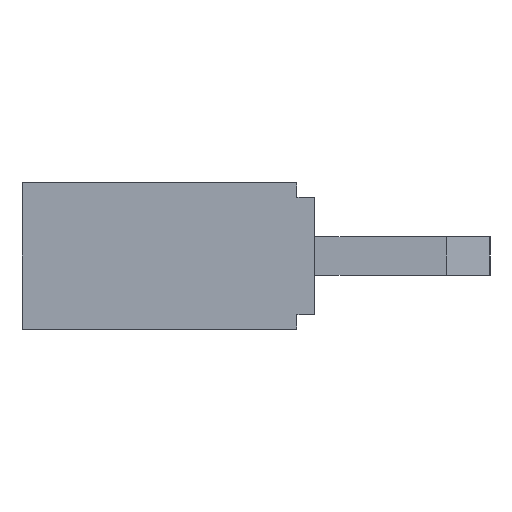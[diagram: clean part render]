
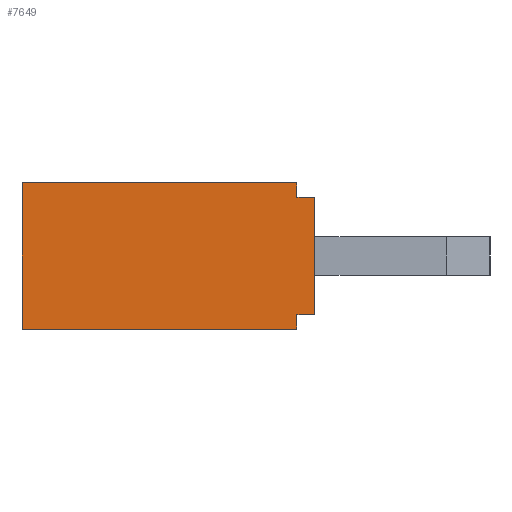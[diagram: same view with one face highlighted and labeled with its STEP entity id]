
A CAD part, left-side view. The second image highlights one B-rep face of the part: STEP entity #7649.
In plain terms, the highlighted planar face has unit normal (-1, 0, 0).
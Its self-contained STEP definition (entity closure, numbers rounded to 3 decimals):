
#287=FACE_OUTER_BOUND('',#751,.T.);
#751=EDGE_LOOP('',(#5335,#5336,#5337,#5338,#5339,#5340,#5341,#5342));
#1229=LINE('',#10504,#2285);
#1233=LINE('',#10509,#2289);
#1470=LINE('',#11008,#2526);
#1471=LINE('',#11010,#2527);
#1472=LINE('',#11011,#2528);
#1473=LINE('',#11013,#2529);
#1474=LINE('',#11015,#2530);
#1475=LINE('',#11016,#2531);
#2285=VECTOR('',#8550,2.5);
#2289=VECTOR('',#8554,2.5);
#2526=VECTOR('',#8841,0.3);
#2527=VECTOR('',#8842,2.);
#2528=VECTOR('',#8843,0.3);
#2529=VECTOR('',#8844,4.7);
#2530=VECTOR('',#8845,2.5);
#2531=VECTOR('',#8846,4.7);
#3335=VERTEX_POINT('',#10496);
#3338=VERTEX_POINT('',#10501);
#3339=VERTEX_POINT('',#10503);
#3340=VERTEX_POINT('',#10507);
#3577=VERTEX_POINT('',#11007);
#3578=VERTEX_POINT('',#11009);
#3579=VERTEX_POINT('',#11012);
#3580=VERTEX_POINT('',#11014);
#4029=EDGE_CURVE('',#3339,#3338,#1229,.T.);
#4033=EDGE_CURVE('',#3335,#3340,#1233,.T.);
#4270=EDGE_CURVE('',#3338,#3577,#1470,.T.);
#4271=EDGE_CURVE('',#3577,#3578,#1471,.T.);
#4272=EDGE_CURVE('',#3578,#3335,#1472,.T.);
#4273=EDGE_CURVE('',#3579,#3340,#1473,.T.);
#4274=EDGE_CURVE('',#3580,#3579,#1474,.T.);
#4275=EDGE_CURVE('',#3339,#3580,#1475,.T.);
#5335=ORIENTED_EDGE('',*,*,#4029,.T.);
#5336=ORIENTED_EDGE('',*,*,#4270,.T.);
#5337=ORIENTED_EDGE('',*,*,#4271,.T.);
#5338=ORIENTED_EDGE('',*,*,#4272,.T.);
#5339=ORIENTED_EDGE('',*,*,#4033,.T.);
#5340=ORIENTED_EDGE('',*,*,#4273,.F.);
#5341=ORIENTED_EDGE('',*,*,#4274,.F.);
#5342=ORIENTED_EDGE('',*,*,#4275,.F.);
#7208=PLANE('',#8105);
#7649=ADVANCED_FACE('',(#287),#7208,.F.);
#8105=AXIS2_PLACEMENT_3D('',#11006,#8839,#8840);
#8550=DIRECTION('',(0.,0.,1.));
#8554=DIRECTION('',(0.,0.,1.));
#8839=DIRECTION('center_axis',(1.,0.,0.));
#8840=DIRECTION('ref_axis',(0.,0.,-1.));
#8841=DIRECTION('',(0.,-1.,0.));
#8842=DIRECTION('',(0.,0.,1.));
#8843=DIRECTION('',(0.,1.,0.));
#8844=DIRECTION('',(0.,-1.,0.));
#8845=DIRECTION('',(0.,0.,1.));
#8846=DIRECTION('',(0.,1.,0.));
#10496=CARTESIAN_POINT('',(-25.65,0.3,1.));
#10501=CARTESIAN_POINT('',(-25.65,0.3,-1.));
#10503=CARTESIAN_POINT('',(-25.65,0.3,-1.25));
#10504=CARTESIAN_POINT('',(-25.65,0.3,-1.25));
#10507=CARTESIAN_POINT('',(-25.65,0.3,1.25));
#10509=CARTESIAN_POINT('',(-25.65,0.3,-1.25));
#11006=CARTESIAN_POINT('Origin',(-25.65,0.,0.));
#11007=CARTESIAN_POINT('',(-25.65,0.,-1.));
#11008=CARTESIAN_POINT('',(-25.65,0.,-1.));
#11009=CARTESIAN_POINT('',(-25.65,0.,1.));
#11010=CARTESIAN_POINT('',(-25.65,0.,1.));
#11011=CARTESIAN_POINT('',(-25.65,0.3,1.));
#11012=CARTESIAN_POINT('',(-25.65,5.,1.25));
#11013=CARTESIAN_POINT('',(-25.65,5.,1.25));
#11014=CARTESIAN_POINT('',(-25.65,5.,-1.25));
#11015=CARTESIAN_POINT('',(-25.65,5.,-1.25));
#11016=CARTESIAN_POINT('',(-25.65,0.3,-1.25));
